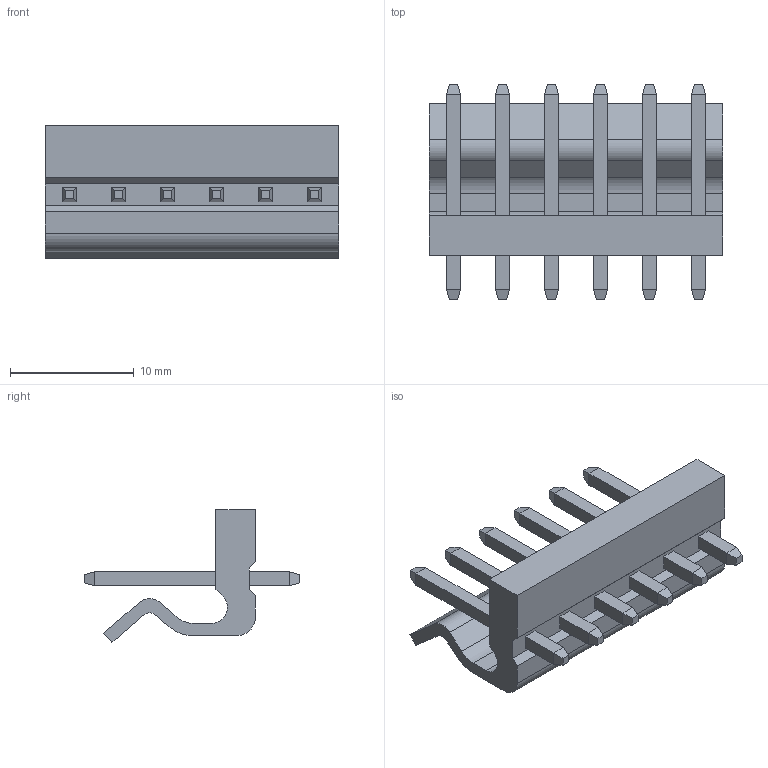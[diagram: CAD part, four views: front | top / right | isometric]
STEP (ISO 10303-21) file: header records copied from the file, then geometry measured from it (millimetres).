
FILE_DESCRIPTION(('FreeCAD Model'),'2;1');
FILE_NAME('400106ST.stp','2020-01-25T22:28:00',('Author'),(''), 'Open CASCADE STEP processor 7.3','FreeCAD','Unknown');
FILE_SCHEMA(('AUTOMOTIVE_DESIGN { 1 0 10303 214 1 1 1 1 }'));
Length unit declared in the file: millimetre
Products named in the file (1): 400106ST
Bounding box: 23.76 x 17.45 x 10.75 mm (x, y, z)
Volume: 1052.9 mm3; surface area: 1601 mm2
Topology: 1 solids, 1 shells, 131 faces, 303 edges, 186 vertices
Faces by surface type: plane 125, cylinder 6
Entity records: 8489 total; most frequent: CARTESIAN_POINT 1299, DIRECTION 1173, LINE 885, VECTOR 885, ORIENTED_EDGE 606, PCURVE 606, DEFINITIONAL_REPRESENTATION 606, EDGE_CURVE 303
